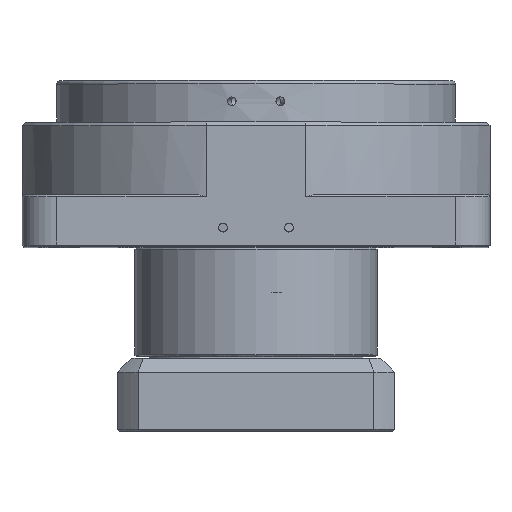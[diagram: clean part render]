
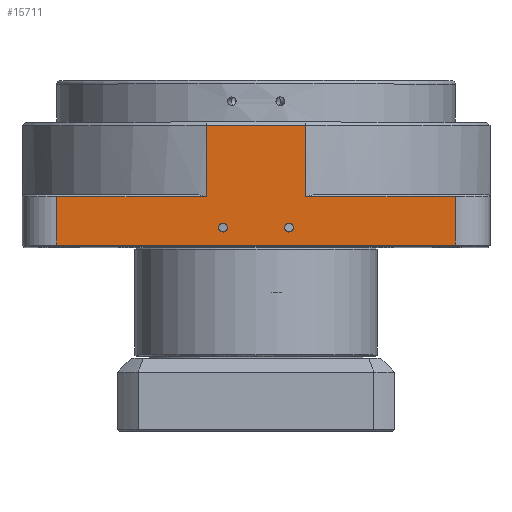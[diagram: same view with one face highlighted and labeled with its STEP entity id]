
A CAD part, top view. The second image highlights one B-rep face of the part: STEP entity #15711.
In plain terms, the highlighted planar face has unit normal (0, 0, 1).
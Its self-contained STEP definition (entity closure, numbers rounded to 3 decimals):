
#4250=CARTESIAN_POINT('',(10.75,5.5,67.5));
#4251=VERTEX_POINT('',#4250);
#4252=CARTESIAN_POINT('',(9.5,5.5,67.5));
#4253=DIRECTION('',(0.0,0.0,1.0));
#4254=DIRECTION('',(1.0,0.0,0.0));
#4255=AXIS2_PLACEMENT_3D('',#4252,#4253,#4254);
#4256=CIRCLE('',#4255,1.25);
#4257=EDGE_CURVE('',#4251,#4251,#4256,.T.);
#4315=CARTESIAN_POINT('',(-8.25,5.5,67.5));
#4316=VERTEX_POINT('',#4315);
#4317=CARTESIAN_POINT('',(-9.5,5.5,67.5));
#4318=DIRECTION('',(0.0,0.0,1.0));
#4319=DIRECTION('',(1.0,0.0,0.0));
#4320=AXIS2_PLACEMENT_3D('',#4317,#4318,#4319);
#4321=CIRCLE('',#4320,1.25);
#4322=EDGE_CURVE('',#4316,#4316,#4321,.T.);
#14074=CARTESIAN_POINT('',(-14.309,35.0,67.5));
#14075=VERTEX_POINT('',#14074);
#14108=CARTESIAN_POINT('',(14.309,35.0,67.5));
#14109=VERTEX_POINT('',#14108);
#14126=CARTESIAN_POINT('',(14.309,35.0,67.5));
#14127=DIRECTION('',(-1.0,0.0,0.0));
#14128=VECTOR('',#14127,28.618);
#14129=LINE('',#14126,#14128);
#14130=EDGE_CURVE('',#14109,#14075,#14129,.T.);
#14500=CARTESIAN_POINT('',(-57.5,0.5,67.5));
#14501=VERTEX_POINT('',#14500);
#14566=CARTESIAN_POINT('',(57.5,0.5,67.5));
#14567=VERTEX_POINT('',#14566);
#14574=CARTESIAN_POINT('',(-57.5,0.5,67.5));
#14575=DIRECTION('',(1.0,0.0,0.0));
#14576=VECTOR('',#14575,115.0);
#14577=LINE('',#14574,#14576);
#14578=EDGE_CURVE('',#14501,#14567,#14577,.T.);
#14755=CARTESIAN_POINT('',(-57.5,14.5,67.5));
#14756=VERTEX_POINT('',#14755);
#14790=CARTESIAN_POINT('',(-14.309,14.5,67.5));
#14791=VERTEX_POINT('',#14790);
#14806=CARTESIAN_POINT('',(-14.309,14.5,67.5));
#14807=DIRECTION('',(-1.0,0.0,0.0));
#14808=VECTOR('',#14807,43.191);
#14809=LINE('',#14806,#14808);
#14810=EDGE_CURVE('',#14791,#14756,#14809,.T.);
#14863=CARTESIAN_POINT('',(57.5,14.5,67.5));
#14864=VERTEX_POINT('',#14863);
#14894=CARTESIAN_POINT('',(14.309,14.5,67.5));
#14895=VERTEX_POINT('',#14894);
#14905=CARTESIAN_POINT('',(57.5,14.5,67.5));
#14906=DIRECTION('',(-1.0,0.0,0.0));
#14907=VECTOR('',#14906,43.191);
#14908=LINE('',#14905,#14907);
#14909=EDGE_CURVE('',#14864,#14895,#14908,.T.);
#15390=CARTESIAN_POINT('',(-57.5,14.5,67.5));
#15391=DIRECTION('',(0.0,-1.0,0.0));
#15392=VECTOR('',#15391,14.);
#15393=LINE('',#15390,#15392);
#15394=EDGE_CURVE('',#14756,#14501,#15393,.T.);
#15419=CARTESIAN_POINT('',(57.5,0.5,67.5));
#15420=DIRECTION('',(0.0,1.0,0.0));
#15421=VECTOR('',#15420,14.);
#15422=LINE('',#15419,#15421);
#15423=EDGE_CURVE('',#14567,#14864,#15422,.T.);
#15560=CARTESIAN_POINT('',(14.309,14.5,67.5));
#15561=DIRECTION('',(0.0,1.0,0.0));
#15562=VECTOR('',#15561,20.5);
#15563=LINE('',#15560,#15562);
#15564=EDGE_CURVE('',#14895,#14109,#15563,.T.);
#15601=CARTESIAN_POINT('',(-14.309,14.5,67.5));
#15602=DIRECTION('',(0.0,1.0,0.0));
#15603=VECTOR('',#15602,20.5);
#15604=LINE('',#15601,#15603);
#15605=EDGE_CURVE('',#14791,#14075,#15604,.T.);
#15690=CARTESIAN_POINT('',(-67.5,36.0,67.5));
#15691=DIRECTION('',(0.0,0.0,-1.0));
#15692=DIRECTION('',(-1.0,0.0,0.0));
#15693=AXIS2_PLACEMENT_3D('',#15690,#15691,#15692);
#15694=PLANE('',#15693);
#15695=ORIENTED_EDGE('',*,*,#15564,.T.);
#15696=ORIENTED_EDGE('',*,*,#14130,.T.);
#15697=ORIENTED_EDGE('',*,*,#15605,.F.);
#15698=ORIENTED_EDGE('',*,*,#14810,.T.);
#15699=ORIENTED_EDGE('',*,*,#15394,.T.);
#15700=ORIENTED_EDGE('',*,*,#14578,.T.);
#15701=ORIENTED_EDGE('',*,*,#15423,.T.);
#15702=ORIENTED_EDGE('',*,*,#14909,.T.);
#15703=EDGE_LOOP('',(#15695,#15696,#15697,#15698,#15699,#15700,#15701,#15702));
#15704=FACE_OUTER_BOUND('',#15703,.T.);
#15705=ORIENTED_EDGE('',*,*,#4257,.F.);
#15706=EDGE_LOOP('',(#15705));
#15707=FACE_BOUND('',#15706,.T.);
#15708=ORIENTED_EDGE('',*,*,#4322,.F.);
#15709=EDGE_LOOP('',(#15708));
#15710=FACE_BOUND('',#15709,.T.);
#15711=ADVANCED_FACE('',(#15704,#15707,#15710),#15694,.F.);
